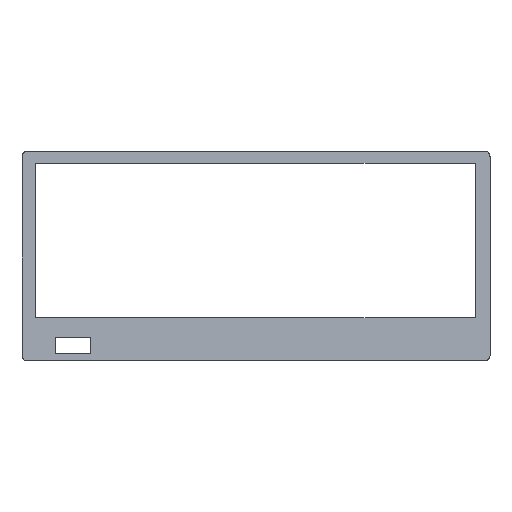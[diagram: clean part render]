
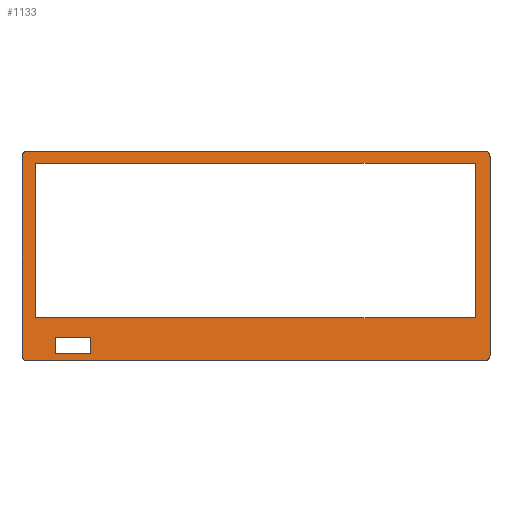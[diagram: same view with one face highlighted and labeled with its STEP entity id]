
A CAD part, top view. The second image highlights one B-rep face of the part: STEP entity #1133.
In plain terms, the highlighted planar face has unit normal (0, 0.087, 0.996).
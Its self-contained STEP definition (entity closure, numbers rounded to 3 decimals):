
#68=FACE_BOUND('',#308,.T.);
#69=FACE_BOUND('',#309,.T.);
#114=PLANE('',#1297);
#194=FACE_OUTER_BOUND('',#307,.T.);
#307=EDGE_LOOP('',(#1003,#1004,#1005,#1006,#1007,#1008,#1009,#1010));
#308=EDGE_LOOP('',(#1011,#1012,#1013,#1014));
#309=EDGE_LOOP('',(#1015,#1016,#1017,#1018));
#324=LINE('',#1741,#395);
#329=LINE('',#1755,#400);
#347=LINE('',#1892,#418);
#348=LINE('',#1894,#419);
#350=LINE('',#1898,#421);
#351=LINE('',#1901,#422);
#353=LINE('',#1904,#424);
#354=LINE('',#1906,#425);
#356=LINE('',#1911,#427);
#359=LINE('',#1916,#430);
#361=LINE('',#1920,#432);
#362=LINE('',#1922,#433);
#395=VECTOR('',#1358,10.);
#400=VECTOR('',#1373,10.);
#418=VECTOR('',#1545,10.);
#419=VECTOR('',#1548,10.);
#421=VECTOR('',#1552,10.);
#422=VECTOR('',#1555,10.);
#424=VECTOR('',#1559,10.);
#425=VECTOR('',#1562,10.);
#427=VECTOR('',#1566,10.);
#430=VECTOR('',#1571,10.);
#432=VECTOR('',#1575,10.);
#433=VECTOR('',#1578,10.);
#452=ELLIPSE('',#1149,4.015,4.);
#471=ELLIPSE('',#1171,4.015,4.);
#472=ELLIPSE('',#1173,4.015,4.);
#473=ELLIPSE('',#1176,4.015,4.);
#502=VERTEX_POINT('',#1673);
#503=VERTEX_POINT('',#1674);
#534=VERTEX_POINT('',#1740);
#535=VERTEX_POINT('',#1744);
#536=VERTEX_POINT('',#1748);
#537=VERTEX_POINT('',#1750);
#538=VERTEX_POINT('',#1754);
#539=VERTEX_POINT('',#1758);
#579=VERTEX_POINT('',#1888);
#580=VERTEX_POINT('',#1890);
#581=VERTEX_POINT('',#1896);
#582=VERTEX_POINT('',#1900);
#583=VERTEX_POINT('',#1908);
#584=VERTEX_POINT('',#1910);
#585=VERTEX_POINT('',#1914);
#586=VERTEX_POINT('',#1918);
#596=EDGE_CURVE('',#502,#503,#452,.T.);
#629=EDGE_CURVE('',#503,#534,#324,.T.);
#631=EDGE_CURVE('',#534,#535,#471,.T.);
#634=EDGE_CURVE('',#536,#537,#472,.T.);
#636=EDGE_CURVE('',#537,#538,#329,.T.);
#638=EDGE_CURVE('',#538,#539,#473,.T.);
#694=EDGE_CURVE('',#579,#580,#347,.T.);
#695=EDGE_CURVE('',#535,#536,#348,.T.);
#697=EDGE_CURVE('',#581,#580,#350,.T.);
#698=EDGE_CURVE('',#582,#579,#351,.T.);
#700=EDGE_CURVE('',#581,#582,#353,.T.);
#701=EDGE_CURVE('',#539,#502,#354,.T.);
#703=EDGE_CURVE('',#584,#583,#356,.T.);
#706=EDGE_CURVE('',#583,#585,#359,.T.);
#708=EDGE_CURVE('',#585,#586,#361,.T.);
#709=EDGE_CURVE('',#586,#584,#362,.T.);
#1003=ORIENTED_EDGE('',*,*,#596,.F.);
#1004=ORIENTED_EDGE('',*,*,#701,.F.);
#1005=ORIENTED_EDGE('',*,*,#638,.F.);
#1006=ORIENTED_EDGE('',*,*,#636,.F.);
#1007=ORIENTED_EDGE('',*,*,#634,.F.);
#1008=ORIENTED_EDGE('',*,*,#695,.F.);
#1009=ORIENTED_EDGE('',*,*,#631,.F.);
#1010=ORIENTED_EDGE('',*,*,#629,.F.);
#1011=ORIENTED_EDGE('',*,*,#706,.T.);
#1012=ORIENTED_EDGE('',*,*,#708,.T.);
#1013=ORIENTED_EDGE('',*,*,#709,.T.);
#1014=ORIENTED_EDGE('',*,*,#703,.T.);
#1015=ORIENTED_EDGE('',*,*,#694,.T.);
#1016=ORIENTED_EDGE('',*,*,#697,.F.);
#1017=ORIENTED_EDGE('',*,*,#700,.T.);
#1018=ORIENTED_EDGE('',*,*,#698,.T.);
#1133=ADVANCED_FACE('',(#194,#68,#69),#114,.T.);
#1149=AXIS2_PLACEMENT_3D('',#1675,#1302,#1303);
#1171=AXIS2_PLACEMENT_3D('',#1745,#1362,#1363);
#1173=AXIS2_PLACEMENT_3D('',#1751,#1368,#1369);
#1176=AXIS2_PLACEMENT_3D('',#1759,#1377,#1378);
#1297=AXIS2_PLACEMENT_3D('',#1986,#1669,#1670);
#1302=DIRECTION('center_axis',(0.,-0.087,-0.996));
#1303=DIRECTION('ref_axis',(0.,-0.996,0.087));
#1358=DIRECTION('',(0.,0.996,-0.087));
#1362=DIRECTION('center_axis',(0.,-0.087,-0.996));
#1363=DIRECTION('ref_axis',(0.,0.996,-0.087));
#1368=DIRECTION('center_axis',(0.,-0.087,-0.996));
#1369=DIRECTION('ref_axis',(0.,0.996,-0.087));
#1373=DIRECTION('',(0.,-0.996,0.087));
#1377=DIRECTION('center_axis',(0.,-0.087,-0.996));
#1378=DIRECTION('ref_axis',(0.,-0.996,0.087));
#1545=DIRECTION('',(0.,-0.996,0.087));
#1548=DIRECTION('',(1.,0.,0.));
#1552=DIRECTION('',(1.,0.,0.));
#1555=DIRECTION('',(1.,0.,0.));
#1559=DIRECTION('',(0.,0.996,-0.087));
#1562=DIRECTION('',(-1.,0.,0.));
#1566=DIRECTION('',(-1.,0.,0.));
#1571=DIRECTION('',(0.,0.996,-0.087));
#1575=DIRECTION('',(1.,0.,0.));
#1578=DIRECTION('',(0.,-0.996,0.087));
#1669=DIRECTION('center_axis',(0.,0.087,0.996));
#1670=DIRECTION('ref_axis',(1.,0.,0.));
#1673=CARTESIAN_POINT('',(-168.5,-74.713,37.589));
#1674=CARTESIAN_POINT('',(-172.5,-70.713,37.239));
#1675=CARTESIAN_POINT('Origin',(-168.5,-70.713,37.239));
#1740=CARTESIAN_POINT('',(-172.5,75.716,24.428));
#1741=CARTESIAN_POINT('',(-172.5,75.674,24.431));
#1744=CARTESIAN_POINT('',(-168.5,79.716,24.078));
#1745=CARTESIAN_POINT('Origin',(-168.5,75.716,24.428));
#1748=CARTESIAN_POINT('',(168.5,79.716,24.078));
#1750=CARTESIAN_POINT('',(172.5,75.716,24.428));
#1751=CARTESIAN_POINT('Origin',(168.5,75.716,24.428));
#1754=CARTESIAN_POINT('',(172.5,-70.713,37.239));
#1755=CARTESIAN_POINT('',(172.5,0.48,31.01));
#1758=CARTESIAN_POINT('',(168.5,-74.713,37.589));
#1759=CARTESIAN_POINT('Origin',(168.5,-70.713,37.239));
#1888=CARTESIAN_POINT('',(161.5,70.992,24.841));
#1890=CARTESIAN_POINT('',(161.5,-42.873,34.803));
#1892=CARTESIAN_POINT('',(161.5,70.992,24.841));
#1894=CARTESIAN_POINT('',(-171.25,79.716,24.078));
#1896=CARTESIAN_POINT('',(-162.35,-42.873,34.803));
#1898=CARTESIAN_POINT('',(-0.5,-42.873,34.803));
#1900=CARTESIAN_POINT('',(-162.35,70.992,24.841));
#1901=CARTESIAN_POINT('',(161.5,70.992,24.841));
#1904=CARTESIAN_POINT('',(-162.35,70.992,24.841));
#1906=CARTESIAN_POINT('',(-170.,-74.713,37.589));
#1908=CARTESIAN_POINT('',(-148.05,-69.192,37.106));
#1910=CARTESIAN_POINT('',(-121.95,-69.192,37.106));
#1911=CARTESIAN_POINT('',(-74.025,-69.192,37.106));
#1914=CARTESIAN_POINT('',(-148.05,-57.637,36.095));
#1916=CARTESIAN_POINT('',(-148.05,-28.339,33.531));
#1918=CARTESIAN_POINT('',(-121.95,-57.637,36.095));
#1920=CARTESIAN_POINT('',(-60.975,-57.637,36.095));
#1922=CARTESIAN_POINT('',(-121.95,-34.116,34.037));
#1986=CARTESIAN_POINT('Origin',(0.,0.96,
30.968));
